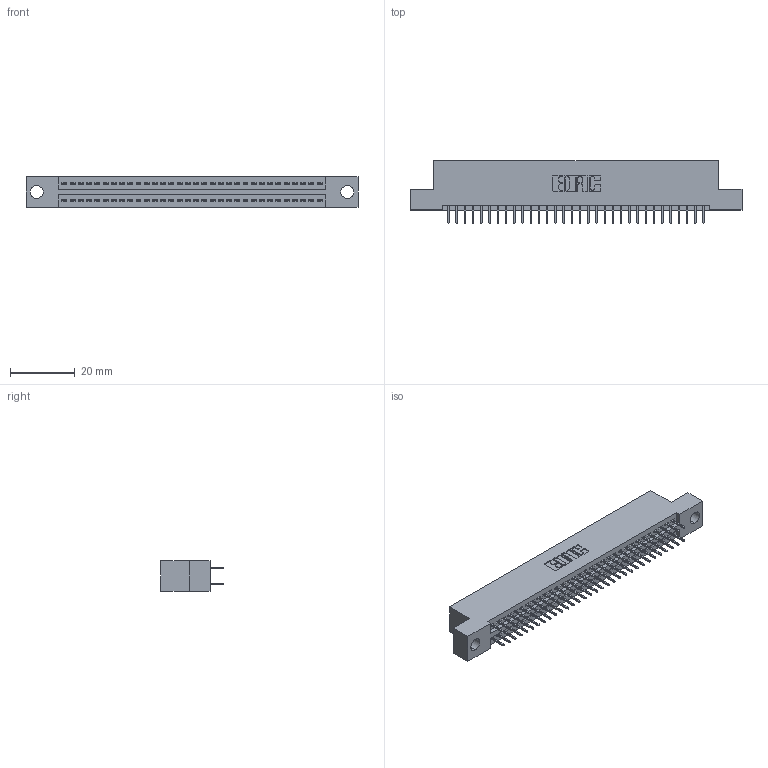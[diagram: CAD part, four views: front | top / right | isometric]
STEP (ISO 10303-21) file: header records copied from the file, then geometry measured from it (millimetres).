
FILE_DESCRIPTION (( 'STEP AP203' ), '1' );
FILE_NAME ('395-064-524-204.STEP', '2018-11-24T13:49:19', ( '' ), ( '' ), 'SwSTEP 2.0', 'SolidWorks 2016', '' );
FILE_SCHEMA (( 'CONFIG_CONTROL_DESIGN' ));
Length unit declared in the file: inch
Products named in the file (3): 345 Part_Flush Mounting Lugs - 0.156 Dia-TH; 395-064-524-204; 345-292-001_345-293-124
Assembly tree (65 placements, depth 2):
  395-064-524-204
    345 Part_Flush Mounting Lugs - 0.156 Dia-TH
    345-292-001_345-293-124  x64
Bounding box: 102.49 x 19.35 x 9.4 mm (x, y, z)
Volume: 9678.4 mm3; surface area: 13672.1 mm2
Topology: 65 solids, 65 shells, 3582 faces, 10133 edges, 6498 vertices
Faces by surface type: plane 2576, cylinder 1006
Entity records: 26531 total; most frequent: CARTESIAN_POINT 4456, ORIENTED_EDGE 4390, DIRECTION 3943, EDGE_CURVE 2195, VECTOR 1939, LINE 1939, VERTEX_POINT 1458, AXIS2_PLACEMENT_3D 1002
